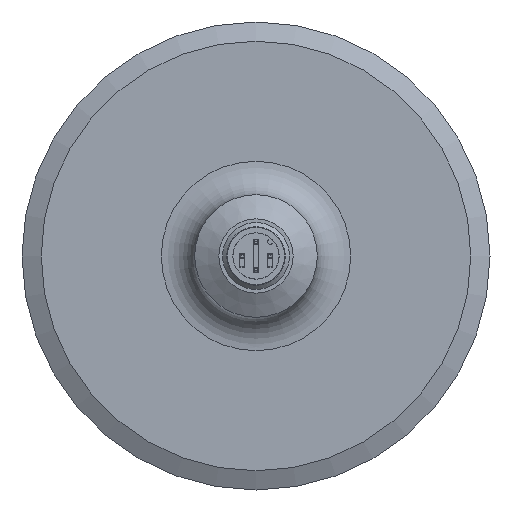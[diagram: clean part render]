
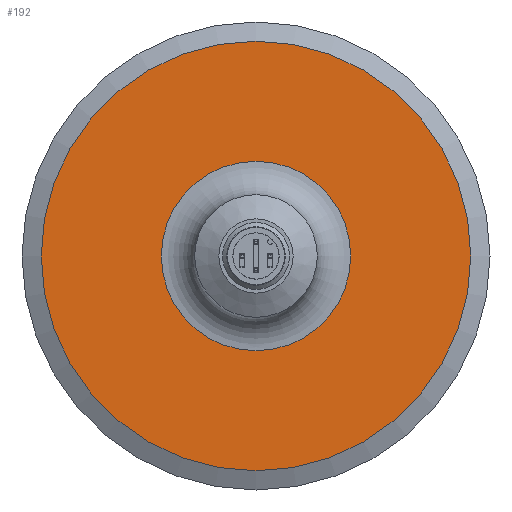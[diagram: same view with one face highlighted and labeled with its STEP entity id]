
A CAD part, front view. The second image highlights one B-rep face of the part: STEP entity #192.
In plain terms, the highlighted planar face has unit normal (0, -1, 0).
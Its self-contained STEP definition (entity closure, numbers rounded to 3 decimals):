
#192 = ADVANCED_FACE( '', ( #453, #454 ), #455, .F. );
#453 = FACE_BOUND( '', #792, .T. );
#454 = FACE_OUTER_BOUND( '', #793, .T. );
#455 = PLANE( '', #794 );
#792 = EDGE_LOOP( '', ( #1286 ) );
#793 = EDGE_LOOP( '', ( #1287 ) );
#794 = AXIS2_PLACEMENT_3D( '', #1288, #1289, #1290 );
#1286 = ORIENTED_EDGE( '', *, *, #1958, .F. );
#1287 = ORIENTED_EDGE( '', *, *, #2067, .T. );
#1288 = CARTESIAN_POINT( '', ( 0., -3.709, 38.55 ) );
#1289 = DIRECTION( '', ( 0., 1., 0. ) );
#1290 = DIRECTION( '', ( 0., 0., 1. ) );
#1958 = EDGE_CURVE( '', #2335, #2335, #2336, .T. );
#2067 = EDGE_CURVE( '', #2517, #2517, #2518, .T. );
#2335 = VERTEX_POINT( '', #2870 );
#2336 = CIRCLE( '', #2871, 17. );
#2517 = VERTEX_POINT( '', #3111 );
#2518 = CIRCLE( '', #3112, 38.55 );
#2870 = CARTESIAN_POINT( '', ( 0., -3.709, -17. ) );
#2871 = AXIS2_PLACEMENT_3D( '', #3538, #3539, #3540 );
#3111 = CARTESIAN_POINT( '', ( 0., -3.709, -38.55 ) );
#3112 = AXIS2_PLACEMENT_3D( '', #3672, #3673, #3674 );
#3538 = CARTESIAN_POINT( '', ( 0., -3.709, 0. ) );
#3539 = DIRECTION( '', ( 0., -1., 0. ) );
#3540 = DIRECTION( '', ( 0., 0., -1. ) );
#3672 = CARTESIAN_POINT( '', ( 0., -3.709, 0. ) );
#3673 = DIRECTION( '', ( 0., -1., 0. ) );
#3674 = DIRECTION( '', ( 0., 0., -1. ) );
